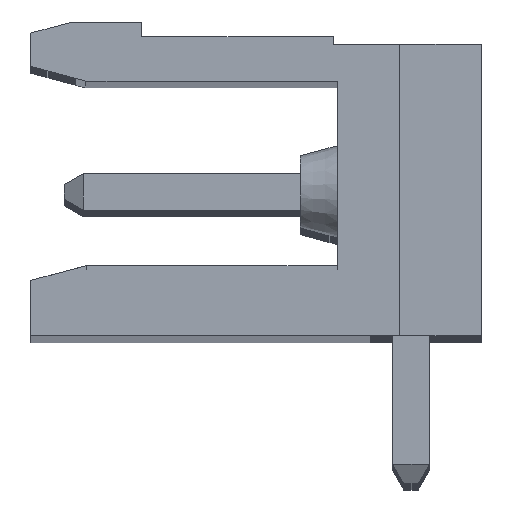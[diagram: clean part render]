
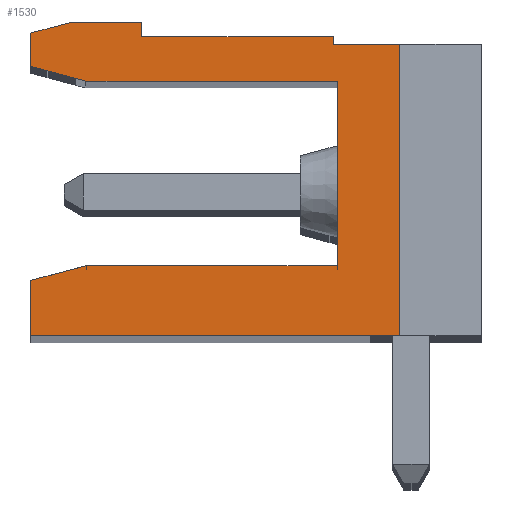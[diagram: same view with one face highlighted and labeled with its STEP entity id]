
A CAD part, top view. The second image highlights one B-rep face of the part: STEP entity #1530.
In plain terms, the highlighted planar face has unit normal (0, 0, 1).
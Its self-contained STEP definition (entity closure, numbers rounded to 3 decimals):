
#1530 = ADVANCED_FACE( '', ( #4002 ), #4003, .T. );
#4002 = FACE_OUTER_BOUND( '', #7504, .T. );
#4003 = PLANE( '', #7505 );
#7504 = EDGE_LOOP( '', ( #12184, #12185, #12186, #12187, #12188, #12189, #12190, #12191, #12192, #12193, #12194, #12195, #12196, #12197, #12198 ) );
#7505 = AXIS2_PLACEMENT_3D( '', #12199, #12200, #12201 );
#12184 = ORIENTED_EDGE( '', *, *, #21903, .T. );
#12185 = ORIENTED_EDGE( '', *, *, #21904, .T. );
#12186 = ORIENTED_EDGE( '', *, *, #21905, .T. );
#12187 = ORIENTED_EDGE( '', *, *, #21305, .T. );
#12188 = ORIENTED_EDGE( '', *, *, #21906, .F. );
#12189 = ORIENTED_EDGE( '', *, *, #21847, .T. );
#12190 = ORIENTED_EDGE( '', *, *, #21907, .F. );
#12191 = ORIENTED_EDGE( '', *, *, #21908, .F. );
#12192 = ORIENTED_EDGE( '', *, *, #21623, .F. );
#12193 = ORIENTED_EDGE( '', *, *, #21909, .T. );
#12194 = ORIENTED_EDGE( '', *, *, #21910, .T. );
#12195 = ORIENTED_EDGE( '', *, *, #21547, .T. );
#12196 = ORIENTED_EDGE( '', *, *, #21911, .T. );
#12197 = ORIENTED_EDGE( '', *, *, #21016, .T. );
#12198 = ORIENTED_EDGE( '', *, *, #21912, .T. );
#12199 = CARTESIAN_POINT( '', ( 194.225, 204.71, 106.68 ) );
#12200 = DIRECTION( '', ( 0., 0., 1. ) );
#12201 = DIRECTION( '', ( 1., 0., 0. ) );
#21016 = EDGE_CURVE( '', #25246, #25244, #25247, .T. );
#21305 = EDGE_CURVE( '', #25773, #25771, #25774, .T. );
#21547 = EDGE_CURVE( '', #26188, #26193, #26195, .T. );
#21623 = EDGE_CURVE( '', #26324, #26326, #26327, .T. );
#21847 = EDGE_CURVE( '', #26705, #26706, #26707, .T. );
#21903 = EDGE_CURVE( '', #26792, #26793, #26794, .T. );
#21904 = EDGE_CURVE( '', #26793, #26795, #26796, .T. );
#21905 = EDGE_CURVE( '', #26795, #25773, #26797, .T. );
#21906 = EDGE_CURVE( '', #26705, #25771, #26798, .T. );
#21907 = EDGE_CURVE( '', #26799, #26706, #26800, .T. );
#21908 = EDGE_CURVE( '', #26326, #26799, #26801, .T. );
#21909 = EDGE_CURVE( '', #26324, #26802, #26803, .T. );
#21910 = EDGE_CURVE( '', #26802, #26188, #26804, .T. );
#21911 = EDGE_CURVE( '', #26193, #25246, #26805, .T. );
#21912 = EDGE_CURVE( '', #25244, #26792, #26806, .T. );
#25244 = VERTEX_POINT( '', #31346 );
#25246 = VERTEX_POINT( '', #31349 );
#25247 = LINE( '', #31350, #31351 );
#25771 = VERTEX_POINT( '', #32124 );
#25773 = VERTEX_POINT( '', #32127 );
#25774 = LINE( '', #32128, #32129 );
#26188 = VERTEX_POINT( '', #32719 );
#26193 = VERTEX_POINT( '', #32726 );
#26195 = LINE( '', #32729, #32730 );
#26324 = VERTEX_POINT( '', #32913 );
#26326 = VERTEX_POINT( '', #32916 );
#26327 = LINE( '', #32917, #32918 );
#26705 = VERTEX_POINT( '', #33472 );
#26706 = VERTEX_POINT( '', #33473 );
#26707 = LINE( '', #33474, #33475 );
#26792 = VERTEX_POINT( '', #33603 );
#26793 = VERTEX_POINT( '', #33604 );
#26794 = LINE( '', #33605, #33606 );
#26795 = VERTEX_POINT( '', #33607 );
#26796 = LINE( '', #33608, #33609 );
#26797 = LINE( '', #33610, #33611 );
#26798 = LINE( '', #33612, #33613 );
#26799 = VERTEX_POINT( '', #33614 );
#26800 = LINE( '', #33615, #33616 );
#26801 = LINE( '', #33617, #33618 );
#26802 = VERTEX_POINT( '', #33619 );
#26803 = LINE( '', #33620, #33621 );
#26804 = LINE( '', #33622, #33623 );
#26805 = LINE( '', #33624, #33625 );
#26806 = LINE( '', #33626, #33627 );
#31346 = CARTESIAN_POINT( '', ( 195.718, 203.11, 106.68 ) );
#31349 = CARTESIAN_POINT( '', ( 194.225, 203.51, 106.68 ) );
#31350 = CARTESIAN_POINT( '', ( 193.925, 203.591, 106.68 ) );
#31351 = VECTOR( '', #39763, 1000. );
#32124 = CARTESIAN_POINT( '', ( 194.225, 196.21, 106.68 ) );
#32127 = CARTESIAN_POINT( '', ( 194.225, 197.708, 106.68 ) );
#32128 = CARTESIAN_POINT( '', ( 194.225, 204.31, 106.68 ) );
#32129 = VECTOR( '', #40026, 1000. );
#32719 = CARTESIAN_POINT( '', ( 195.345, 204.71, 106.68 ) );
#32726 = CARTESIAN_POINT( '', ( 194.225, 204.41, 106.68 ) );
#32729 = CARTESIAN_POINT( '', ( 194.225, 204.41, 106.68 ) );
#32730 = VECTOR( '', #40284, 1000. );
#32913 = CARTESIAN_POINT( '', ( 197.225, 204.31, 106.68 ) );
#32916 = CARTESIAN_POINT( '', ( 202.425, 204.31, 106.68 ) );
#32917 = CARTESIAN_POINT( '', ( 202.425, 204.31, 106.68 ) );
#32918 = VECTOR( '', #40352, 1000. );
#33472 = CARTESIAN_POINT( '', ( 204.225, 196.21, 106.68 ) );
#33473 = CARTESIAN_POINT( '', ( 204.225, 204.11, 106.68 ) );
#33474 = CARTESIAN_POINT( '', ( 204.225, 204.71, 106.68 ) );
#33475 = VECTOR( '', #40544, 1000. );
#33603 = CARTESIAN_POINT( '', ( 202.525, 203.11, 106.68 ) );
#33604 = CARTESIAN_POINT( '', ( 202.525, 198.11, 106.68 ) );
#33605 = CARTESIAN_POINT( '', ( 202.525, 204.71, 106.68 ) );
#33606 = VECTOR( '', #40591, 1000. );
#33607 = CARTESIAN_POINT( '', ( 195.725, 198.11, 106.68 ) );
#33608 = CARTESIAN_POINT( '', ( 194.225, 198.11, 106.68 ) );
#33609 = VECTOR( '', #40592, 1000. );
#33610 = CARTESIAN_POINT( '', ( 195.976, 198.177, 106.68 ) );
#33611 = VECTOR( '', #40593, 1000. );
#33612 = CARTESIAN_POINT( '', ( 194.225, 196.21, 106.68 ) );
#33613 = VECTOR( '', #40594, 1000. );
#33614 = CARTESIAN_POINT( '', ( 202.425, 204.11, 106.68 ) );
#33615 = CARTESIAN_POINT( '', ( 206.425, 204.11, 106.68 ) );
#33616 = VECTOR( '', #40595, 1000. );
#33617 = CARTESIAN_POINT( '', ( 202.425, 204.11, 106.68 ) );
#33618 = VECTOR( '', #40596, 1000. );
#33619 = CARTESIAN_POINT( '', ( 197.225, 204.71, 106.68 ) );
#33620 = CARTESIAN_POINT( '', ( 197.225, 204.81, 106.68 ) );
#33621 = VECTOR( '', #40597, 1000. );
#33622 = CARTESIAN_POINT( '', ( 195.718, 204.71, 106.68 ) );
#33623 = VECTOR( '', #40598, 1000. );
#33624 = CARTESIAN_POINT( '', ( 194.225, 204.31, 106.68 ) );
#33625 = VECTOR( '', #40599, 1000. );
#33626 = CARTESIAN_POINT( '', ( 194.225, 203.11, 106.68 ) );
#33627 = VECTOR( '', #40600, 1000. );
#39763 = DIRECTION( '', ( 0.966, -0.259, 0. ) );
#40026 = DIRECTION( '', ( 0., -1., 0. ) );
#40284 = DIRECTION( '', ( -0.966, -0.259, 0. ) );
#40352 = DIRECTION( '', ( 1., 0., 0. ) );
#40544 = DIRECTION( '', ( 0., 1., 0. ) );
#40591 = DIRECTION( '', ( 0., -1., 0. ) );
#40592 = DIRECTION( '', ( -1., 0., 0. ) );
#40593 = DIRECTION( '', ( -0.966, -0.259, 0. ) );
#40594 = DIRECTION( '', ( -1., 0., 0. ) );
#40595 = DIRECTION( '', ( 1., 0., 0. ) );
#40596 = DIRECTION( '', ( 0., -1., 0. ) );
#40597 = DIRECTION( '', ( 0., 1., 0. ) );
#40598 = DIRECTION( '', ( -1., 0., 0. ) );
#40599 = DIRECTION( '', ( 0., -1., 0. ) );
#40600 = DIRECTION( '', ( 1., 0., 0. ) );
